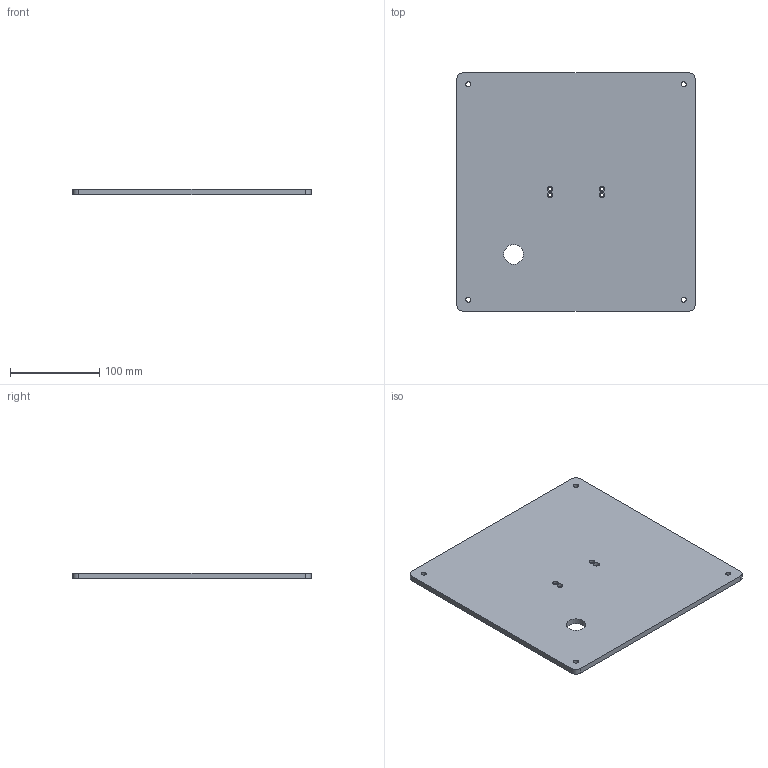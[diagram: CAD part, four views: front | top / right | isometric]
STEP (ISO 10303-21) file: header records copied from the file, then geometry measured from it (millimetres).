
FILE_DESCRIPTION(/* description */ (''),/* implementation_level */ '2;1');
FILE_NAME(/* name */ '5f3b15e55638ac1593feafab',/* time_stamp */ '2020-08-17T23:42:30+00:00',/* author */ (''),/* organization */ (''),/* preprocessor_version */ 'ST-DEVELOPER v16.7',/* originating_system */ $,/* authorisation */ $);
FILE_SCHEMA (('AUTOMOTIVE_DESIGN {1 0 10303 214 3 1 1}'));
Length unit declared in the file: metre
Products named in the file (1): Part 1
Bounding box: 266.7 x 266.7 x 6.35 mm (x, y, z)
Volume: 447867.4 mm3; surface area: 149133.1 mm2
Topology: 1 solids, 1 shells, 27 faces, 63 edges, 42 vertices
Faces by surface type: cylinder 17, plane 10
Full cylindrical faces by diameter (mm): 3.48 x4, 5.588 x4, 6.35 x4, 22.098 x1
Entity records: 792 total; most frequent: DIRECTION 140, CARTESIAN_POINT 120, ORIENTED_EDGE 100, EDGE_LOOP 62, FACE_BOUND 62, AXIS2_PLACEMENT_3D 62, EDGE_CURVE 50, VERTEX_POINT 42
